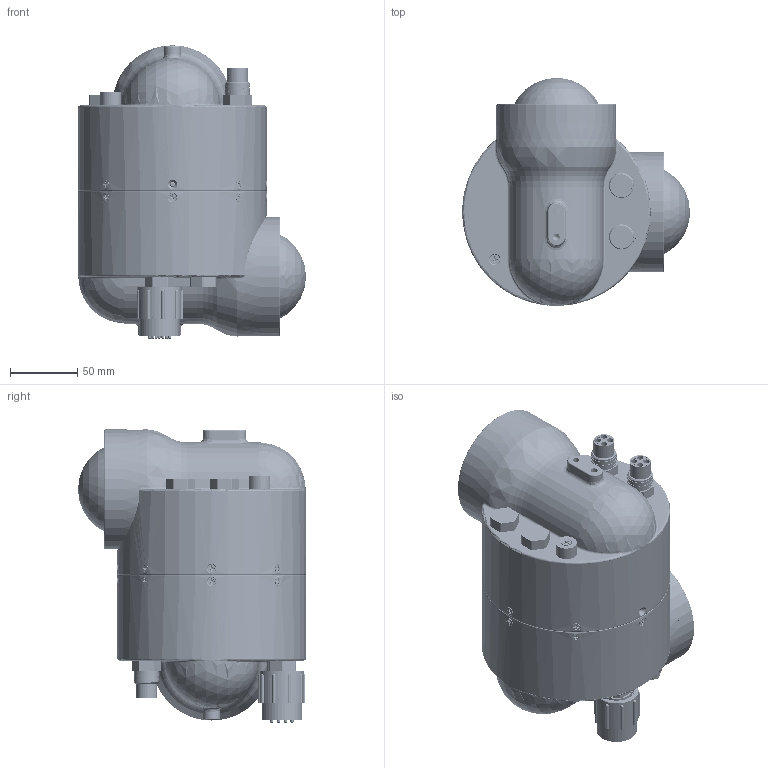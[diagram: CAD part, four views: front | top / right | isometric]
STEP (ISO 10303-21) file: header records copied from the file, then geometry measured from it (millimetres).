
FILE_DESCRIPTION(/* description */ (''),/* implementation_level */ '2;1');
FILE_NAME(/* name */ 'BarrelEye_Tunnel.stp',/* time_stamp */ '2022-09-20T17:08:09-04:00',/* author */ ('lfrey'),/* organization */ (''),/* preprocessor_version */ 'ST-DEVELOPER v19',/* originating_system */ 'Autodesk Inventor 2023',/* authorisation */ '');
FILE_SCHEMA (('AUTOMOTIVE_DESIGN { 1 0 10303 214 3 1 1 }'));
Length unit declared in the file: inch
Products named in the file (1): BarrelEye_Tunnel
Bounding box: 169.09 x 169.09 x 217.45 mm (x, y, z)
Volume: 1042232.5 mm3; surface area: 398960 mm2
Topology: 27 solids, 78 shells, 4505 faces, 11337 edges, 7343 vertices
Faces by surface type: plane 2158, cylinder 1027, cone 661, bspline 392, torus 222, sphere 45
Full cylindrical faces by diameter (mm): 1.2 x4, 1.6 x40, 1.7 x20, 1.8 x4, 2 x47, 2.156 x16, 2.37 x4, 2.388 x4, 2.5 x10, 2.6 x4, 2.845 x16, 2.946 x16, 3 x37, 3.1 x6, 3.175 x2, 3.2 x4, 3.302 x2, 3.505 x15, 3.658 x16, 4.166 x1, 4.318 x1, 4.648 x16, 4.8 x16, 5.159 x4, 5.5 x1, 5.563 x16, 6.198 x15, 7.417 x1, 9 x2, 9.5 x7
Entity records: 176921 total; most frequent: CARTESIAN_POINT 68099, ORIENTED_EDGE 22506, DIRECTION 20219, EDGE_CURVE 11253, AXIS2_PLACEMENT_3D 7479, VERTEX_POINT 7343, LINE 5261, VECTOR 5261
